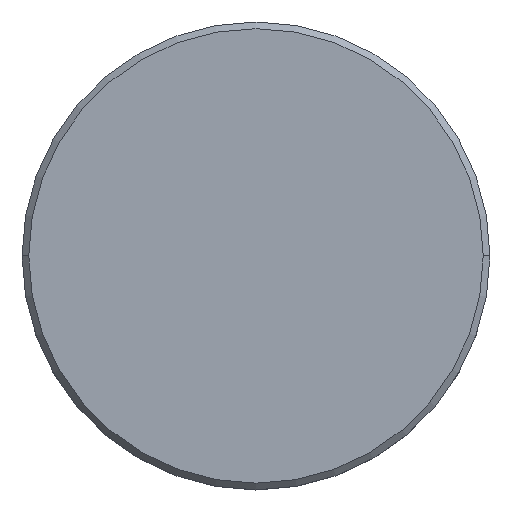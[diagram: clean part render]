
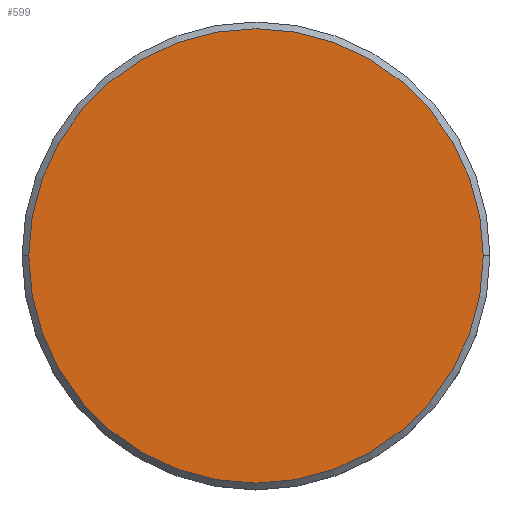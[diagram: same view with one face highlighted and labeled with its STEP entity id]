
A CAD part, top view. The second image highlights one B-rep face of the part: STEP entity #599.
In plain terms, the highlighted planar face has unit normal (0, 0, 1).
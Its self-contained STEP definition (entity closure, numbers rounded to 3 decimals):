
#77 = VERTEX_POINT ( 'NONE', #951 ) ;
#287 = VERTEX_POINT ( 'NONE', #368 ) ;
#306 = ORIENTED_EDGE ( 'NONE', *, *, #784, .T. ) ;
#368 = CARTESIAN_POINT ( 'NONE',  ( 17., 0., 0. ) ) ;
#391 = AXIS2_PLACEMENT_3D ( 'NONE', #688, #578, #1127 ) ;
#459 = AXIS2_PLACEMENT_3D ( 'NONE', #905, #810, #973 ) ;
#529 = EDGE_CURVE ( 'NONE', #287, #77, #700, .T. ) ;
#578 = DIRECTION ( 'NONE',  ( 0., 0., 1. ) ) ;
#599 = ADVANCED_FACE ( 'NONE', ( #1060 ), #1079, .T. ) ;
#629 = CARTESIAN_POINT ( 'NONE',  ( 0., 0., 0. ) ) ;
#688 = CARTESIAN_POINT ( 'NONE',  ( 0., 0., 0. ) ) ;
#700 = CIRCLE ( 'NONE', #391, 17. ) ;
#784 = EDGE_CURVE ( 'NONE', #77, #287, #897, .T. ) ;
#810 = DIRECTION ( 'NONE',  ( 0., 0., 1. ) ) ;
#825 = EDGE_LOOP ( 'NONE', ( #306, #990 ) ) ;
#897 = CIRCLE ( 'NONE', #921, 17. ) ;
#905 = CARTESIAN_POINT ( 'NONE',  ( 0., 0., 0. ) ) ;
#921 = AXIS2_PLACEMENT_3D ( 'NONE', #629, #1082, #1104 ) ;
#951 = CARTESIAN_POINT ( 'NONE',  ( -17., 0., 0. ) ) ;
#973 = DIRECTION ( 'NONE',  ( 1., 0., 0. ) ) ;
#990 = ORIENTED_EDGE ( 'NONE', *, *, #529, .T. ) ;
#1060 = FACE_OUTER_BOUND ( 'NONE', #825, .T. ) ;
#1079 = PLANE ( 'NONE',  #459 ) ;
#1082 = DIRECTION ( 'NONE',  ( 0., 0., 1. ) ) ;
#1104 = DIRECTION ( 'NONE',  ( 1., 0., 0. ) ) ;
#1127 = DIRECTION ( 'NONE',  ( 1., 0., 0. ) ) ;
